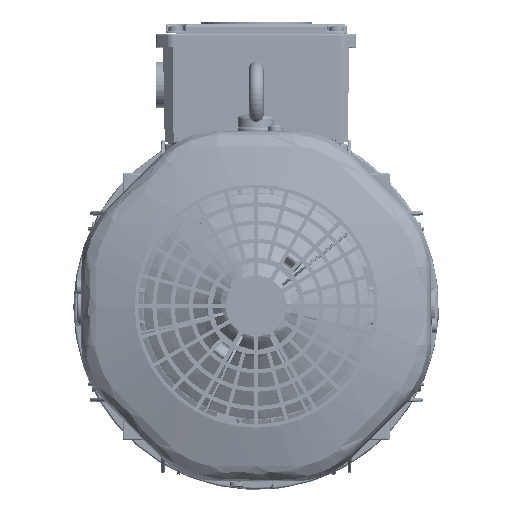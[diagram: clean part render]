
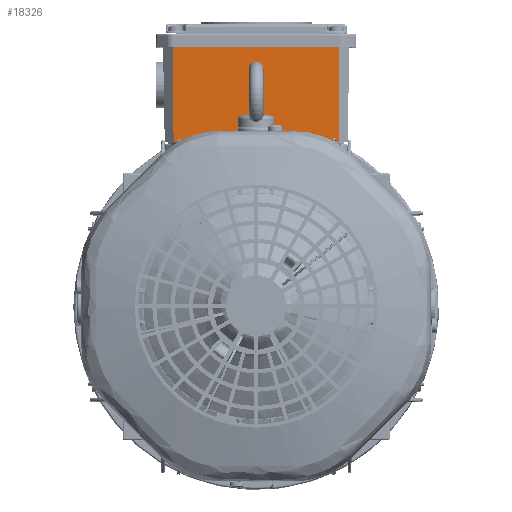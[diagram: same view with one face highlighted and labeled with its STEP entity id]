
A CAD part, top view. The second image highlights one B-rep face of the part: STEP entity #18326.
In plain terms, the highlighted planar face has unit normal (0, -0.018, 1).
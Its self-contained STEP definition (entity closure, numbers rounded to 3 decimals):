
#2959=PLANE('',#101904);
#8512=LINE('',#135224,#13677);
#8513=LINE('',#135226,#13678);
#8514=LINE('',#135228,#13679);
#8515=LINE('',#135230,#13680);
#13677=VECTOR('',#112464,1.);
#13678=VECTOR('',#112467,1.);
#13679=VECTOR('',#112468,1.);
#13680=VECTOR('',#112469,1.);
#18326=ADVANCED_FACE('',(#24396),#2959,.T.);
#24396=FACE_OUTER_BOUND('',#29913,.T.);
#29913=EDGE_LOOP('',(#46427,#46428,#46429,#46430));
#46427=ORIENTED_EDGE('',*,*,#83164,.T.);
#46428=ORIENTED_EDGE('',*,*,#83163,.F.);
#46429=ORIENTED_EDGE('',*,*,#83165,.F.);
#46430=ORIENTED_EDGE('',*,*,#83166,.T.);
#71871=VERTEX_POINT('',#135218);
#71874=VERTEX_POINT('',#135223);
#71875=VERTEX_POINT('',#135227);
#71876=VERTEX_POINT('',#135229);
#83163=EDGE_CURVE('',#71874,#71871,#8512,.T.);
#83164=EDGE_CURVE('',#71875,#71871,#8513,.T.);
#83165=EDGE_CURVE('',#71876,#71874,#8514,.T.);
#83166=EDGE_CURVE('',#71876,#71875,#8515,.T.);
#101904=AXIS2_PLACEMENT_3D('',#135231,#112470,#112471);
#112464=DIRECTION('',(-0.007,1.,0.017));
#112467=DIRECTION('',(-1.,0.,0.));
#112468=DIRECTION('',(-1.,0.,0.));
#112469=DIRECTION('',(0.007,1.,0.017));
#112470=DIRECTION('',(0.,-0.017,1.));
#112471=DIRECTION('',(0.,1.,0.017));
#135218=CARTESIAN_POINT('',(-45.548,142.,172.908));
#135223=CARTESIAN_POINT('',(-45.172,90.,172.));
#135224=CARTESIAN_POINT('',(-45.172,90.,172.));
#135226=CARTESIAN_POINT('',(52.,142.,172.908));
#135227=CARTESIAN_POINT('',(45.548,142.,172.908));
#135228=CARTESIAN_POINT('',(45.172,90.,172.));
#135229=CARTESIAN_POINT('',(45.172,90.,172.));
#135230=CARTESIAN_POINT('',(45.172,90.,172.));
#135231=CARTESIAN_POINT('',(45.172,90.,172.));
